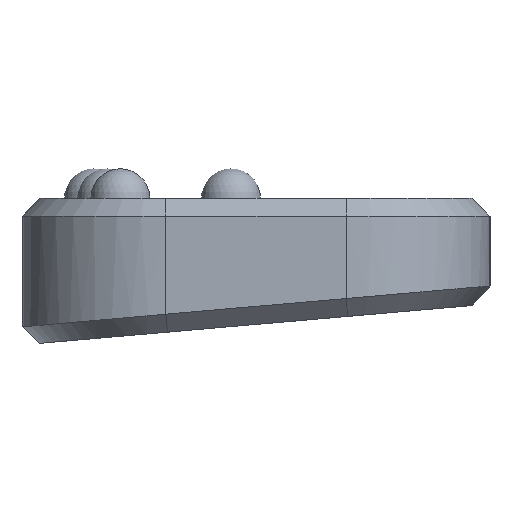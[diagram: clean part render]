
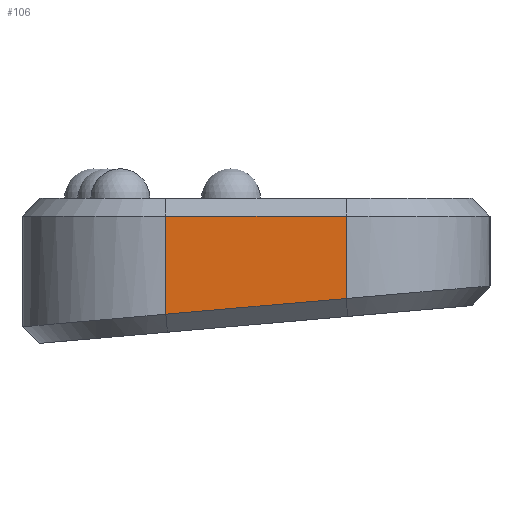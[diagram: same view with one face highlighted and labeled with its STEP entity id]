
A CAD part, left-side view. The second image highlights one B-rep face of the part: STEP entity #106.
In plain terms, the highlighted planar face has unit normal (-1, 0, 0).
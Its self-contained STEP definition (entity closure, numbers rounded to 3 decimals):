
#67=CARTESIAN_POINT('',(-157.1,-0.147,-35.2));
#68=DIRECTION('',(-1.,0.,0.));
#69=DIRECTION('',(0.,0.,1.));
#70=AXIS2_PLACEMENT_3D('',#67,#68,#69);
#71=PLANE('',#70);
#72=CARTESIAN_POINT('',(-157.1,48.728,-15.263));
#73=VERTEX_POINT('',#72);
#74=CARTESIAN_POINT('',(-157.1,48.728,-8.45));
#75=VERTEX_POINT('',#74);
#76=CARTESIAN_POINT('',(-157.1,48.728,-15.261));
#77=DIRECTION('',(0.,0.,1.));
#78=VECTOR('',#77,6.811);
#79=LINE('',#76,#78);
#80=EDGE_CURVE('',#73,#75,#79,.T.);
#81=ORIENTED_EDGE('',*,*,#80,.F.);
#82=CARTESIAN_POINT('',(-157.1,36.203,-14.171));
#83=VERTEX_POINT('',#82);
#84=CARTESIAN_POINT('',(-157.1,48.728,-15.266));
#85=DIRECTION('',(0.,-0.996,0.087));
#86=VECTOR('',#85,12.573);
#87=LINE('',#84,#86);
#88=EDGE_CURVE('',#73,#83,#87,.T.);
#89=ORIENTED_EDGE('',*,*,#88,.T.);
#90=CARTESIAN_POINT('',(-157.1,36.203,-8.45));
#91=VERTEX_POINT('',#90);
#92=CARTESIAN_POINT('',(-157.1,36.203,-14.171));
#93=DIRECTION('',(0.,0.,1.));
#94=VECTOR('',#93,5.721);
#95=LINE('',#92,#94);
#96=EDGE_CURVE('',#83,#91,#95,.T.);
#97=ORIENTED_EDGE('',*,*,#96,.T.);
#98=CARTESIAN_POINT('',(-157.1,36.203,-8.45));
#99=DIRECTION('',(0.,1.,0.));
#100=VECTOR('',#99,12.525);
#101=LINE('',#98,#100);
#102=EDGE_CURVE('',#91,#75,#101,.T.);
#103=ORIENTED_EDGE('',*,*,#102,.T.);
#104=EDGE_LOOP('',(#81,#89,#97,#103));
#105=FACE_BOUND('',#104,.T.);
#106=ADVANCED_FACE('',(#105),#71,.T.);
